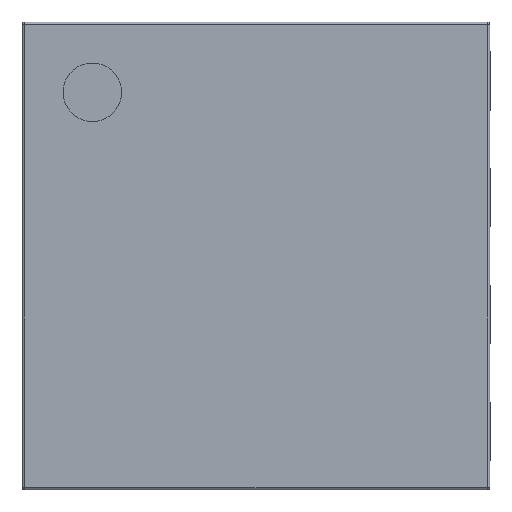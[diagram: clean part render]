
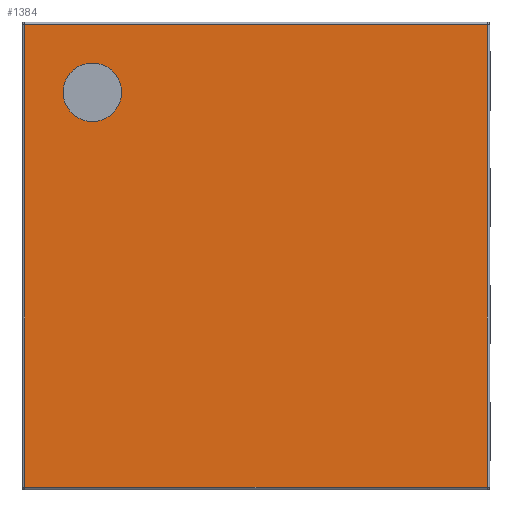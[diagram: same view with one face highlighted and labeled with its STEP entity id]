
A CAD part, top view. The second image highlights one B-rep face of the part: STEP entity #1384.
In plain terms, the highlighted planar face has unit normal (0, 0, 1).
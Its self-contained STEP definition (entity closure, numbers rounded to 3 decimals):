
#14=FACE_BOUND('',#511,.T.);
#18=PLANE('',#1490);
#74=LINE('',#1992,#240);
#80=LINE('',#2021,#246);
#82=LINE('',#2024,#248);
#84=LINE('',#2027,#250);
#240=VECTOR('',#1604,10.);
#246=VECTOR('',#1636,10.);
#248=VECTOR('',#1640,10.);
#250=VECTOR('',#1644,10.);
#434=FACE_OUTER_BOUND('',#510,.T.);
#510=EDGE_LOOP('',(#1010,#1011,#1012,#1013));
#511=EDGE_LOOP('',(#1014));
#590=CIRCLE('',#1491,0.125);
#611=VERTEX_POINT('',#1967);
#616=VERTEX_POINT('',#1980);
#621=VERTEX_POINT('',#1996);
#626=VERTEX_POINT('',#2009);
#646=VERTEX_POINT('',#2066);
#752=EDGE_CURVE('',#611,#616,#74,.T.);
#766=EDGE_CURVE('',#616,#626,#80,.T.);
#768=EDGE_CURVE('',#626,#621,#82,.T.);
#770=EDGE_CURVE('',#621,#611,#84,.T.);
#790=EDGE_CURVE('',#646,#646,#590,.T.);
#1010=ORIENTED_EDGE('',*,*,#752,.F.);
#1011=ORIENTED_EDGE('',*,*,#770,.F.);
#1012=ORIENTED_EDGE('',*,*,#768,.F.);
#1013=ORIENTED_EDGE('',*,*,#766,.F.);
#1014=ORIENTED_EDGE('',*,*,#790,.T.);
#1384=ADVANCED_FACE('',(#434,#14),#18,.T.);
#1490=AXIS2_PLACEMENT_3D('',#2065,#1668,#1669);
#1491=AXIS2_PLACEMENT_3D('',#2067,#1670,#1671);
#1604=DIRECTION('',(0.,1.,0.));
#1636=DIRECTION('',(1.,0.,0.));
#1640=DIRECTION('',(0.,-1.,0.));
#1644=DIRECTION('',(-1.,0.,0.));
#1668=DIRECTION('center_axis',(0.,0.,1.));
#1669=DIRECTION('ref_axis',(0.,1.,0.));
#1670=DIRECTION('center_axis',(0.,0.,-1.));
#1671=DIRECTION('ref_axis',(0.,-1.,0.));
#1967=CARTESIAN_POINT('',(-0.99,-0.99,0.6));
#1980=CARTESIAN_POINT('',(-0.99,0.99,0.6));
#1992=CARTESIAN_POINT('',(-0.99,0.5,0.6));
#1996=CARTESIAN_POINT('',(0.99,-0.99,0.6));
#2009=CARTESIAN_POINT('',(0.99,0.99,0.6));
#2021=CARTESIAN_POINT('',(0.5,0.99,0.6));
#2024=CARTESIAN_POINT('',(0.99,-0.5,0.6));
#2027=CARTESIAN_POINT('',(-0.5,-0.99,0.6));
#2065=CARTESIAN_POINT('Origin',(0.,0.,
0.6));
#2066=CARTESIAN_POINT('',(-0.7,0.825,0.6));
#2067=CARTESIAN_POINT('Origin',(-0.7,0.7,0.6));
